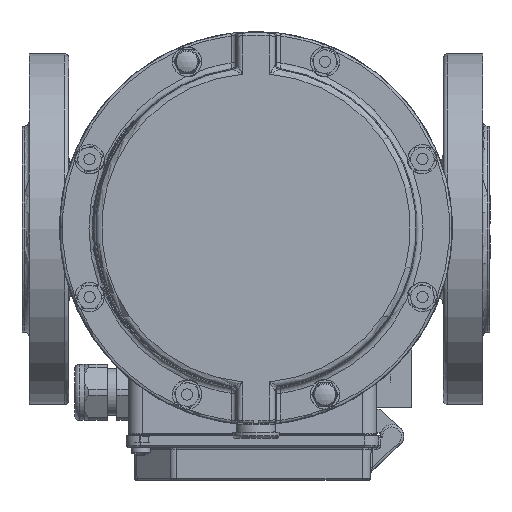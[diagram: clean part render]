
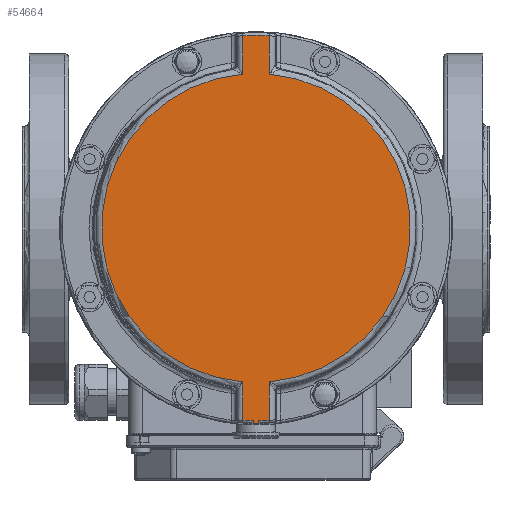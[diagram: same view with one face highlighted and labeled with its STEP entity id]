
A CAD part, top view. The second image highlights one B-rep face of the part: STEP entity #54664.
In plain terms, the highlighted planar face has unit normal (0, 0, 1).
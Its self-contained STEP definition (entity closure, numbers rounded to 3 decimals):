
#4189=LINE('',#120039,#7509);
#4190=LINE('',#120064,#7510);
#4191=LINE('',#120067,#7511);
#4192=LINE('',#120069,#7512);
#4193=LINE('',#120073,#7513);
#4194=LINE('',#120075,#7514);
#7509=VECTOR('',#73710,1.633);
#7510=VECTOR('',#73713,1.633);
#7511=VECTOR('',#73716,1.633);
#7512=VECTOR('',#73717,0.09);
#7513=VECTOR('',#73722,0.09);
#7514=VECTOR('',#73723,1.633);
#11302=PLANE('',#59960);
#15207=FACE_OUTER_BOUND('',#18945,.T.);
#18945=EDGE_LOOP('',(#49150,#49151,#49152,#49153,#49154,#49155,#49156,#49157,
#49158,#49159,#49160,#49161,#49162,#49163));
#21466=CIRCLE('',#59917,8.23);
#21476=CIRCLE('',#59928,8.23);
#21478=CIRCLE('',#59931,8.35);
#21480=CIRCLE('',#59934,8.23);
#21491=CIRCLE('',#59961,6.602);
#21492=CIRCLE('',#59962,0.03);
#21493=CIRCLE('',#59963,0.03);
#21494=CIRCLE('',#59964,6.602);
#26344=VERTEX_POINT('',#118571);
#26346=VERTEX_POINT('',#118613);
#26360=VERTEX_POINT('',#119008);
#26363=VERTEX_POINT('',#119051);
#26366=VERTEX_POINT('',#119082);
#26367=VERTEX_POINT('',#119085);
#26369=VERTEX_POINT('',#119124);
#26370=VERTEX_POINT('',#119126);
#26420=VERTEX_POINT('',#120038);
#26421=VERTEX_POINT('',#120063);
#26422=VERTEX_POINT('',#120065);
#26423=VERTEX_POINT('',#120068);
#26424=VERTEX_POINT('',#120071);
#26425=VERTEX_POINT('',#120074);
#34029=EDGE_CURVE('',#26346,#26344,#21466,.T.);
#34052=EDGE_CURVE('',#26363,#26360,#21476,.T.);
#34056=EDGE_CURVE('',#26366,#26367,#21478,.T.);
#34059=EDGE_CURVE('',#26370,#26369,#21480,.T.);
#34136=EDGE_CURVE('',#26344,#26420,#4189,.T.);
#34138=EDGE_CURVE('',#26421,#26346,#4190,.T.);
#34139=EDGE_CURVE('',#26420,#26422,#21491,.T.);
#34140=EDGE_CURVE('',#26422,#26370,#4191,.T.);
#34141=EDGE_CURVE('',#26369,#26423,#4192,.T.);
#34142=EDGE_CURVE('',#26423,#26366,#21492,.T.);
#34143=EDGE_CURVE('',#26367,#26424,#21493,.T.);
#34144=EDGE_CURVE('',#26424,#26363,#4193,.T.);
#34145=EDGE_CURVE('',#26360,#26425,#4194,.T.);
#34146=EDGE_CURVE('',#26425,#26421,#21494,.T.);
#49150=ORIENTED_EDGE('',*,*,#34138,.T.);
#49151=ORIENTED_EDGE('',*,*,#34029,.T.);
#49152=ORIENTED_EDGE('',*,*,#34136,.T.);
#49153=ORIENTED_EDGE('',*,*,#34139,.T.);
#49154=ORIENTED_EDGE('',*,*,#34140,.T.);
#49155=ORIENTED_EDGE('',*,*,#34059,.T.);
#49156=ORIENTED_EDGE('',*,*,#34141,.T.);
#49157=ORIENTED_EDGE('',*,*,#34142,.T.);
#49158=ORIENTED_EDGE('',*,*,#34056,.T.);
#49159=ORIENTED_EDGE('',*,*,#34143,.T.);
#49160=ORIENTED_EDGE('',*,*,#34144,.T.);
#49161=ORIENTED_EDGE('',*,*,#34052,.T.);
#49162=ORIENTED_EDGE('',*,*,#34145,.T.);
#49163=ORIENTED_EDGE('',*,*,#34146,.T.);
#54664=ADVANCED_FACE('',(#15207),#11302,.F.);
#59917=AXIS2_PLACEMENT_3D('',#118617,#73582,#73583);
#59928=AXIS2_PLACEMENT_3D('',#119079,#73604,#73605);
#59931=AXIS2_PLACEMENT_3D('',#119087,#73612,#73613);
#59934=AXIS2_PLACEMENT_3D('',#119127,#73618,#73619);
#59960=AXIS2_PLACEMENT_3D('',#120062,#73711,#73712);
#59961=AXIS2_PLACEMENT_3D('',#120066,#73714,#73715);
#59962=AXIS2_PLACEMENT_3D('',#120070,#73718,#73719);
#59963=AXIS2_PLACEMENT_3D('',#120072,#73720,#73721);
#59964=AXIS2_PLACEMENT_3D('',#120076,#73724,#73725);
#73582=DIRECTION('center_axis',(0.,0.,
1.));
#73583=DIRECTION('ref_axis',(1.,0.,0.));
#73604=DIRECTION('center_axis',(0.,0.,
1.));
#73605=DIRECTION('ref_axis',(1.,0.,0.));
#73612=DIRECTION('center_axis',(0.,0.,
1.));
#73613=DIRECTION('ref_axis',(-1.,0.,0.));
#73618=DIRECTION('center_axis',(0.,0.,
1.));
#73619=DIRECTION('ref_axis',(1.,0.,0.));
#73710=DIRECTION('',(0.,-1.,0.));
#73711=DIRECTION('center_axis',(0.,0.,
-1.));
#73712=DIRECTION('ref_axis',(1.,0.,0.));
#73713=DIRECTION('',(0.,1.,0.));
#73714=DIRECTION('center_axis',(0.,0.,
1.));
#73715=DIRECTION('ref_axis',(1.,0.,0.));
#73716=DIRECTION('',(0.,-1.,0.));
#73717=DIRECTION('',(0.,-1.,0.));
#73718=DIRECTION('center_axis',(0.,0.,
1.));
#73719=DIRECTION('ref_axis',(-1.,0.,0.));
#73720=DIRECTION('center_axis',(0.,0.,
1.));
#73721=DIRECTION('ref_axis',(1.,0.,0.));
#73722=DIRECTION('',(0.,1.,0.));
#73723=DIRECTION('',(0.,1.,0.));
#73724=DIRECTION('center_axis',(0.,0.,
1.));
#73725=DIRECTION('ref_axis',(1.,0.,0.));
#118571=CARTESIAN_POINT('',(-1.246,7.887,39.885));
#118613=CARTESIAN_POINT('',(-0.106,7.887,39.885));
#118617=CARTESIAN_POINT('Origin',(-0.676,-0.323,
39.885));
#119008=CARTESIAN_POINT('',(-0.106,-8.533,39.885));
#119051=CARTESIAN_POINT('',(-0.576,-8.553,39.885));
#119079=CARTESIAN_POINT('Origin',(-0.676,-0.323,
39.885));
#119082=CARTESIAN_POINT('',(-0.746,-8.673,39.885));
#119085=CARTESIAN_POINT('',(-0.606,-8.673,39.885));
#119087=CARTESIAN_POINT('Origin',(-0.676,-0.323,
39.885));
#119124=CARTESIAN_POINT('',(-0.776,-8.553,39.885));
#119126=CARTESIAN_POINT('',(-1.246,-8.533,39.885));
#119127=CARTESIAN_POINT('Origin',(-0.676,-0.323,
39.885));
#120038=CARTESIAN_POINT('',(-1.246,6.254,39.885));
#120039=CARTESIAN_POINT('',(-1.246,-0.323,39.885));
#120062=CARTESIAN_POINT('Origin',(6.224,-0.323,39.885));
#120063=CARTESIAN_POINT('',(-0.106,6.254,39.885));
#120064=CARTESIAN_POINT('',(-0.106,-0.323,39.885));
#120065=CARTESIAN_POINT('',(-1.246,-6.901,39.885));
#120066=CARTESIAN_POINT('Origin',(-0.676,-0.323,
39.885));
#120067=CARTESIAN_POINT('',(-1.246,-0.323,39.885));
#120068=CARTESIAN_POINT('',(-0.776,-8.643,39.885));
#120069=CARTESIAN_POINT('',(-0.776,-8.553,39.885));
#120070=CARTESIAN_POINT('Origin',(-0.746,-8.643,
39.885));
#120071=CARTESIAN_POINT('',(-0.576,-8.643,39.885));
#120072=CARTESIAN_POINT('Origin',(-0.606,-8.643,
39.885));
#120073=CARTESIAN_POINT('',(-0.576,-8.553,39.885));
#120074=CARTESIAN_POINT('',(-0.106,-6.901,39.885));
#120075=CARTESIAN_POINT('',(-0.106,-0.323,39.885));
#120076=CARTESIAN_POINT('Origin',(-0.676,-0.323,
39.885));
